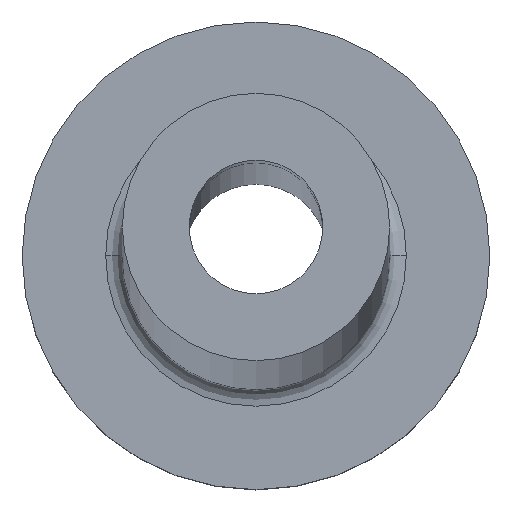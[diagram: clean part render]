
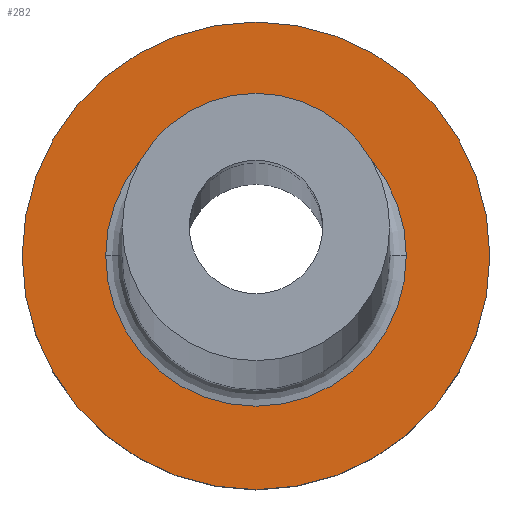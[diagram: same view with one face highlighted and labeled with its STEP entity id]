
A CAD part, top view. The second image highlights one B-rep face of the part: STEP entity #282.
In plain terms, the highlighted planar face has unit normal (0, 0, 1).
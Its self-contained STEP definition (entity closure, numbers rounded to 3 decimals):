
#11 = CARTESIAN_POINT ( 'NONE',  ( 4.5, 0., 5. ) ) ;
#15 = ORIENTED_EDGE ( 'NONE', *, *, #58, .T. ) ;
#20 = AXIS2_PLACEMENT_3D ( 'NONE', #83, #174, #221 ) ;
#38 = EDGE_CURVE ( 'NONE', #190, #270, #451, .T. ) ;
#39 = DIRECTION ( 'NONE',  ( 1., 0., 0. ) ) ;
#57 = AXIS2_PLACEMENT_3D ( 'NONE', #302, #296, #39 ) ;
#58 = EDGE_CURVE ( 'NONE', #270, #190, #458, .T. ) ;
#74 = CARTESIAN_POINT ( 'NONE',  ( -7., 0., 5. ) ) ;
#83 = CARTESIAN_POINT ( 'NONE',  ( 0., 0., 5. ) ) ;
#84 = CARTESIAN_POINT ( 'NONE',  ( 7., 0., 5. ) ) ;
#112 = DIRECTION ( 'NONE',  ( 0., 0., -1. ) ) ;
#116 = PLANE ( 'NONE',  #339 ) ;
#139 = FACE_BOUND ( 'NONE', #384, .T. ) ;
#144 = CARTESIAN_POINT ( 'NONE',  ( 0., 0., 5. ) ) ;
#145 = DIRECTION ( 'NONE',  ( 0., 0., -1. ) ) ;
#147 = DIRECTION ( 'NONE',  ( 0., 0., 1. ) ) ;
#158 = EDGE_CURVE ( 'NONE', #280, #220, #434, .T. ) ;
#163 = ORIENTED_EDGE ( 'NONE', *, *, #158, .T. ) ;
#174 = DIRECTION ( 'NONE',  ( 0., 0., 1. ) ) ;
#175 = CARTESIAN_POINT ( 'NONE',  ( 0., 0., 5. ) ) ;
#190 = VERTEX_POINT ( 'NONE', #74 ) ;
#211 = AXIS2_PLACEMENT_3D ( 'NONE', #175, #112, #441 ) ;
#220 = VERTEX_POINT ( 'NONE', #400 ) ;
#221 = DIRECTION ( 'NONE',  ( 1., 0., 0. ) ) ;
#230 = CIRCLE ( 'NONE', #211, 4.5 ) ;
#231 = FACE_OUTER_BOUND ( 'NONE', #321, .T. ) ;
#259 = EDGE_CURVE ( 'NONE', #220, #280, #230, .T. ) ;
#270 = VERTEX_POINT ( 'NONE', #84 ) ;
#280 = VERTEX_POINT ( 'NONE', #11 ) ;
#282 = ADVANCED_FACE ( 'NONE', ( #139, #231 ), #116, .T. ) ;
#296 = DIRECTION ( 'NONE',  ( 0., 0., 1. ) ) ;
#302 = CARTESIAN_POINT ( 'NONE',  ( 0., 0., 5. ) ) ;
#309 = DIRECTION ( 'NONE',  ( 1., 0., 0. ) ) ;
#321 = EDGE_LOOP ( 'NONE', ( #431, #15 ) ) ;
#339 = AXIS2_PLACEMENT_3D ( 'NONE', #144, #147, #417 ) ;
#384 = EDGE_LOOP ( 'NONE', ( #163, #420 ) ) ;
#394 = CARTESIAN_POINT ( 'NONE',  ( 0., 0., 5. ) ) ;
#400 = CARTESIAN_POINT ( 'NONE',  ( -4.5, 0., 5. ) ) ;
#417 = DIRECTION ( 'NONE',  ( 1., 0., 0. ) ) ;
#420 = ORIENTED_EDGE ( 'NONE', *, *, #259, .T. ) ;
#421 = AXIS2_PLACEMENT_3D ( 'NONE', #394, #145, #309 ) ;
#431 = ORIENTED_EDGE ( 'NONE', *, *, #38, .T. ) ;
#434 = CIRCLE ( 'NONE', #421, 4.5 ) ;
#441 = DIRECTION ( 'NONE',  ( 1., 0., 0. ) ) ;
#451 = CIRCLE ( 'NONE', #20, 7. ) ;
#458 = CIRCLE ( 'NONE', #57, 7. ) ;
